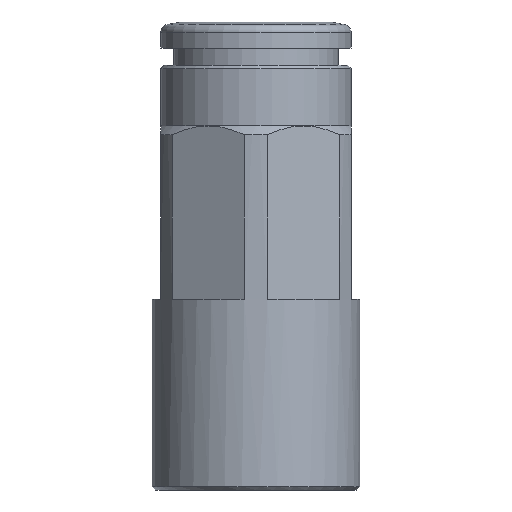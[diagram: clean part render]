
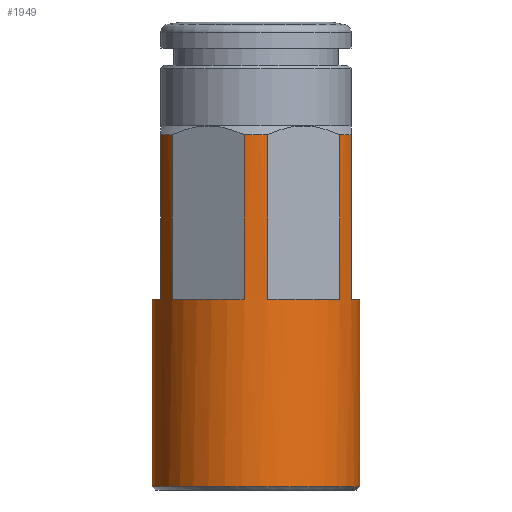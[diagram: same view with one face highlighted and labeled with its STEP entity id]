
A CAD part, left-side view. The second image highlights one B-rep face of the part: STEP entity #1949.
In plain terms, the highlighted cylindrical face has radius 6 mm (diameter 12 mm), a full revolution.
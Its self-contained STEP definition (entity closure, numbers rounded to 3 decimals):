
#22=VECTOR('',#1445,1.);
#23=VECTOR('',#1448,1.);
#24=VECTOR('',#1451,1.);
#25=VECTOR('',#1454,1.);
#26=VECTOR('',#1457,1.);
#27=VECTOR('',#1460,1.);
#28=VECTOR('',#1463,1.);
#29=VECTOR('',#1466,1.);
#30=VECTOR('',#1469,1.);
#31=VECTOR('',#1472,1.);
#32=VECTOR('',#1475,1.);
#33=VECTOR('',#1478,1.);
#40=LINE('',#1672,#22);
#41=LINE('',#1676,#23);
#42=LINE('',#1680,#24);
#43=LINE('',#1684,#25);
#44=LINE('',#1688,#26);
#45=LINE('',#1692,#27);
#46=LINE('',#1696,#28);
#47=LINE('',#1700,#29);
#48=LINE('',#1704,#30);
#49=LINE('',#1708,#31);
#50=LINE('',#1712,#32);
#51=LINE('',#1715,#33);
#918=ORIENTED_EDGE('',*,*,#1166,.F.);
#919=ORIENTED_EDGE('',*,*,#1167,.T.);
#920=ORIENTED_EDGE('',*,*,#1168,.F.);
#921=ORIENTED_EDGE('',*,*,#1169,.F.);
#922=ORIENTED_EDGE('',*,*,#1170,.F.);
#923=ORIENTED_EDGE('',*,*,#1171,.T.);
#924=ORIENTED_EDGE('',*,*,#1172,.F.);
#925=ORIENTED_EDGE('',*,*,#1173,.F.);
#926=ORIENTED_EDGE('',*,*,#1174,.F.);
#927=ORIENTED_EDGE('',*,*,#1175,.T.);
#928=ORIENTED_EDGE('',*,*,#1176,.F.);
#929=ORIENTED_EDGE('',*,*,#1177,.F.);
#930=ORIENTED_EDGE('',*,*,#1178,.F.);
#931=ORIENTED_EDGE('',*,*,#1179,.T.);
#932=ORIENTED_EDGE('',*,*,#1180,.F.);
#933=ORIENTED_EDGE('',*,*,#1181,.F.);
#934=ORIENTED_EDGE('',*,*,#1182,.F.);
#935=ORIENTED_EDGE('',*,*,#1183,.T.);
#936=ORIENTED_EDGE('',*,*,#1184,.F.);
#937=ORIENTED_EDGE('',*,*,#1185,.F.);
#938=ORIENTED_EDGE('',*,*,#1186,.F.);
#939=ORIENTED_EDGE('',*,*,#1187,.T.);
#940=ORIENTED_EDGE('',*,*,#1188,.F.);
#941=ORIENTED_EDGE('',*,*,#1189,.F.);
#942=ORIENTED_EDGE('',*,*,#1190,.F.);
#1060=CIRCLE('',#1842,6.);
#1061=CIRCLE('',#1843,6.);
#1062=CIRCLE('',#1844,6.);
#1063=CIRCLE('',#1845,6.);
#1064=CIRCLE('',#1846,6.);
#1065=CIRCLE('',#1847,6.);
#1066=CIRCLE('',#1848,6.);
#1067=CIRCLE('',#1849,6.);
#1068=CIRCLE('',#1850,6.);
#1069=CIRCLE('',#1851,6.);
#1070=CIRCLE('',#1852,6.);
#1071=CIRCLE('',#1853,6.);
#1072=CIRCLE('',#1854,6.);
#1107=VERTEX_POINT('',#1666);
#1108=VERTEX_POINT('',#1668);
#1109=VERTEX_POINT('',#1669);
#1110=VERTEX_POINT('',#1671);
#1111=VERTEX_POINT('',#1673);
#1112=VERTEX_POINT('',#1675);
#1113=VERTEX_POINT('',#1677);
#1114=VERTEX_POINT('',#1679);
#1115=VERTEX_POINT('',#1681);
#1116=VERTEX_POINT('',#1683);
#1117=VERTEX_POINT('',#1685);
#1118=VERTEX_POINT('',#1687);
#1119=VERTEX_POINT('',#1689);
#1120=VERTEX_POINT('',#1691);
#1121=VERTEX_POINT('',#1693);
#1122=VERTEX_POINT('',#1695);
#1123=VERTEX_POINT('',#1697);
#1124=VERTEX_POINT('',#1699);
#1125=VERTEX_POINT('',#1701);
#1126=VERTEX_POINT('',#1703);
#1127=VERTEX_POINT('',#1705);
#1128=VERTEX_POINT('',#1707);
#1129=VERTEX_POINT('',#1709);
#1130=VERTEX_POINT('',#1711);
#1131=VERTEX_POINT('',#1713);
#1166=EDGE_CURVE('',#1107,#1107,#1060,.T.);
#1167=EDGE_CURVE('',#1108,#1109,#1061,.T.);
#1168=EDGE_CURVE('',#1110,#1109,#40,.T.);
#1169=EDGE_CURVE('',#1111,#1110,#1062,.T.);
#1170=EDGE_CURVE('',#1112,#1111,#41,.T.);
#1171=EDGE_CURVE('',#1112,#1113,#1063,.T.);
#1172=EDGE_CURVE('',#1114,#1113,#42,.T.);
#1173=EDGE_CURVE('',#1115,#1114,#1064,.T.);
#1174=EDGE_CURVE('',#1116,#1115,#43,.T.);
#1175=EDGE_CURVE('',#1116,#1117,#1065,.T.);
#1176=EDGE_CURVE('',#1118,#1117,#44,.T.);
#1177=EDGE_CURVE('',#1119,#1118,#1066,.T.);
#1178=EDGE_CURVE('',#1120,#1119,#45,.T.);
#1179=EDGE_CURVE('',#1120,#1121,#1067,.T.);
#1180=EDGE_CURVE('',#1122,#1121,#46,.T.);
#1181=EDGE_CURVE('',#1123,#1122,#1068,.T.);
#1182=EDGE_CURVE('',#1124,#1123,#47,.T.);
#1183=EDGE_CURVE('',#1124,#1125,#1069,.T.);
#1184=EDGE_CURVE('',#1126,#1125,#48,.T.);
#1185=EDGE_CURVE('',#1127,#1126,#1070,.T.);
#1186=EDGE_CURVE('',#1128,#1127,#49,.T.);
#1187=EDGE_CURVE('',#1128,#1129,#1071,.T.);
#1188=EDGE_CURVE('',#1130,#1129,#50,.T.);
#1189=EDGE_CURVE('',#1131,#1130,#1072,.T.);
#1190=EDGE_CURVE('',#1108,#1131,#51,.T.);
#1255=EDGE_LOOP('',(#918));
#1256=EDGE_LOOP('',(#919,#920,#921,#922,#923,#924,#925,#926,#927,#928,#929,
#930,#931,#932,#933,#934,#935,#936,#937,#938,#939,#940,#941,#942));
#1333=FACE_BOUND('',#1255,.T.);
#1334=FACE_BOUND('',#1256,.T.);
#1439=DIRECTION('',(0.,1.,0.));
#1440=DIRECTION('',(1.,0.,0.));
#1441=DIRECTION('',(0.,-1.,0.));
#1442=DIRECTION('',(0.,0.,6.));
#1443=DIRECTION('',(0.,-1.,0.));
#1444=DIRECTION('',(0.,0.,6.));
#1445=DIRECTION('',(0.,9.5,0.));
#1446=DIRECTION('',(0.,1.,0.));
#1447=DIRECTION('',(0.,0.,-6.));
#1448=DIRECTION('',(0.,-9.5,0.));
#1449=DIRECTION('',(0.,-1.,0.));
#1450=DIRECTION('',(0.,0.,6.));
#1451=DIRECTION('',(0.,9.5,0.));
#1452=DIRECTION('',(0.,1.,0.));
#1453=DIRECTION('',(0.,0.,-6.));
#1454=DIRECTION('',(0.,-9.5,0.));
#1455=DIRECTION('',(0.,-1.,0.));
#1456=DIRECTION('',(0.,0.,6.));
#1457=DIRECTION('',(0.,9.5,0.));
#1458=DIRECTION('',(0.,1.,0.));
#1459=DIRECTION('',(0.,0.,-6.));
#1460=DIRECTION('',(0.,-9.5,0.));
#1461=DIRECTION('',(0.,-1.,0.));
#1462=DIRECTION('',(0.,0.,6.));
#1463=DIRECTION('',(0.,9.5,0.));
#1464=DIRECTION('',(0.,1.,0.));
#1465=DIRECTION('',(0.,0.,-6.));
#1466=DIRECTION('',(0.,-9.5,0.));
#1467=DIRECTION('',(0.,-1.,0.));
#1468=DIRECTION('',(0.,0.,6.));
#1469=DIRECTION('',(0.,9.5,0.));
#1470=DIRECTION('',(0.,1.,0.));
#1471=DIRECTION('',(0.,0.,-6.));
#1472=DIRECTION('',(0.,-9.5,0.));
#1473=DIRECTION('',(0.,-1.,0.));
#1474=DIRECTION('',(0.,0.,6.));
#1475=DIRECTION('',(0.,9.5,0.));
#1476=DIRECTION('',(0.,1.,0.));
#1477=DIRECTION('',(0.,0.,-6.));
#1478=DIRECTION('',(0.,-9.5,0.));
#1665=CARTESIAN_POINT('',(8.039,4.706,0.));
#1666=CARTESIAN_POINT('',(8.039,4.706,6.));
#1667=CARTESIAN_POINT('',(8.039,4.706,0.));
#1668=CARTESIAN_POINT('',(11.603,25.006,4.827));
#1669=CARTESIAN_POINT('',(10.437,25.006,5.5));
#1670=CARTESIAN_POINT('',(8.039,25.006,0.));
#1671=CARTESIAN_POINT('',(10.437,15.506,5.5));
#1672=CARTESIAN_POINT('',(10.437,15.506,5.5));
#1673=CARTESIAN_POINT('',(5.641,15.506,5.5));
#1674=CARTESIAN_POINT('',(8.039,15.506,0.));
#1675=CARTESIAN_POINT('',(5.641,25.006,5.5));
#1676=CARTESIAN_POINT('',(5.641,25.006,5.5));
#1677=CARTESIAN_POINT('',(4.475,25.006,4.827));
#1678=CARTESIAN_POINT('',(8.039,25.006,0.));
#1679=CARTESIAN_POINT('',(4.475,15.506,4.827));
#1680=CARTESIAN_POINT('',(4.475,15.506,4.827));
#1681=CARTESIAN_POINT('',(2.077,15.506,0.673));
#1682=CARTESIAN_POINT('',(8.039,15.506,0.));
#1683=CARTESIAN_POINT('',(2.077,25.006,0.673));
#1684=CARTESIAN_POINT('',(2.077,25.006,0.673));
#1685=CARTESIAN_POINT('',(2.077,25.006,-0.673));
#1686=CARTESIAN_POINT('',(8.039,25.006,0.));
#1687=CARTESIAN_POINT('',(2.077,15.506,-0.673));
#1688=CARTESIAN_POINT('',(2.077,15.506,-0.673));
#1689=CARTESIAN_POINT('',(4.475,15.506,-4.827));
#1690=CARTESIAN_POINT('',(8.039,15.506,0.));
#1691=CARTESIAN_POINT('',(4.475,25.006,-4.827));
#1692=CARTESIAN_POINT('',(4.475,25.006,-4.827));
#1693=CARTESIAN_POINT('',(5.641,25.006,-5.5));
#1694=CARTESIAN_POINT('',(8.039,25.006,0.));
#1695=CARTESIAN_POINT('',(5.641,15.506,-5.5));
#1696=CARTESIAN_POINT('',(5.641,15.506,-5.5));
#1697=CARTESIAN_POINT('',(10.437,15.506,-5.5));
#1698=CARTESIAN_POINT('',(8.039,15.506,0.));
#1699=CARTESIAN_POINT('',(10.437,25.006,-5.5));
#1700=CARTESIAN_POINT('',(10.437,25.006,-5.5));
#1701=CARTESIAN_POINT('',(11.603,25.006,-4.827));
#1702=CARTESIAN_POINT('',(8.039,25.006,0.));
#1703=CARTESIAN_POINT('',(11.603,15.506,-4.827));
#1704=CARTESIAN_POINT('',(11.603,15.506,-4.827));
#1705=CARTESIAN_POINT('',(14.001,15.506,-0.673));
#1706=CARTESIAN_POINT('',(8.039,15.506,0.));
#1707=CARTESIAN_POINT('',(14.001,25.006,-0.673));
#1708=CARTESIAN_POINT('',(14.001,25.006,-0.673));
#1709=CARTESIAN_POINT('',(14.001,25.006,0.673));
#1710=CARTESIAN_POINT('',(8.039,25.006,0.));
#1711=CARTESIAN_POINT('',(14.001,15.506,0.673));
#1712=CARTESIAN_POINT('',(14.001,15.506,0.673));
#1713=CARTESIAN_POINT('',(11.603,15.506,4.827));
#1714=CARTESIAN_POINT('',(8.039,15.506,0.));
#1715=CARTESIAN_POINT('',(11.603,25.006,4.827));
#1841=AXIS2_PLACEMENT_3D('',#1665,#1439,#1440);
#1842=AXIS2_PLACEMENT_3D('',#1667,#1441,#1442);
#1843=AXIS2_PLACEMENT_3D('',#1670,#1443,#1444);
#1844=AXIS2_PLACEMENT_3D('',#1674,#1446,#1447);
#1845=AXIS2_PLACEMENT_3D('',#1678,#1449,#1450);
#1846=AXIS2_PLACEMENT_3D('',#1682,#1452,#1453);
#1847=AXIS2_PLACEMENT_3D('',#1686,#1455,#1456);
#1848=AXIS2_PLACEMENT_3D('',#1690,#1458,#1459);
#1849=AXIS2_PLACEMENT_3D('',#1694,#1461,#1462);
#1850=AXIS2_PLACEMENT_3D('',#1698,#1464,#1465);
#1851=AXIS2_PLACEMENT_3D('',#1702,#1467,#1468);
#1852=AXIS2_PLACEMENT_3D('',#1706,#1470,#1471);
#1853=AXIS2_PLACEMENT_3D('',#1710,#1473,#1474);
#1854=AXIS2_PLACEMENT_3D('',#1714,#1476,#1477);
#1930=CYLINDRICAL_SURFACE('',#1841,6.);
#1949=ADVANCED_FACE('',(#1333,#1334),#1930,.T.);
